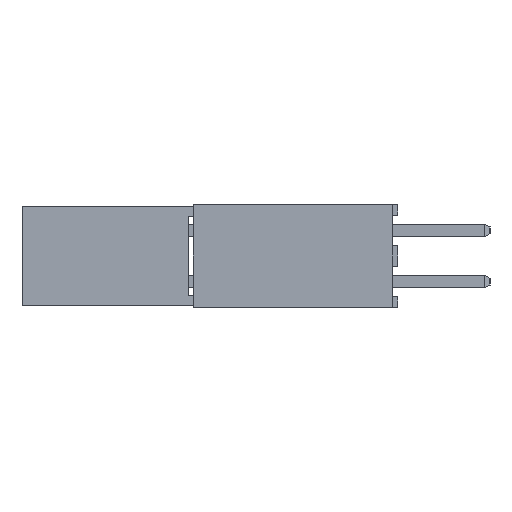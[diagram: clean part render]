
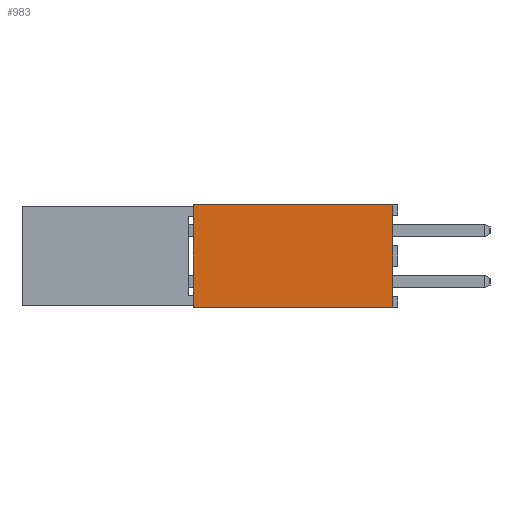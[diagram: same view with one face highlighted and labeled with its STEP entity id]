
A CAD part, left-side view. The second image highlights one B-rep face of the part: STEP entity #983.
In plain terms, the highlighted planar face has unit normal (-1, 0, 0).
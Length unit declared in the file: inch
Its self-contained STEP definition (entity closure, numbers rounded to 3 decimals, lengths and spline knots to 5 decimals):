
#983 = ADVANCED_FACE( '', ( #2980 ), #2981, .F. );
#2980 = FACE_OUTER_BOUND( '', #5313, .T. );
#2981 = PLANE( '', #5314 );
#5313 = EDGE_LOOP( '', ( #12786, #12787, #12788, #12789 ) );
#5314 = AXIS2_PLACEMENT_3D( '', #12790, #12791, #12792 );
#12786 = ORIENTED_EDGE( '', *, *, #17276, .T. );
#12787 = ORIENTED_EDGE( '', *, *, #17590, .F. );
#12788 = ORIENTED_EDGE( '', *, *, #17591, .F. );
#12789 = ORIENTED_EDGE( '', *, *, #17506, .T. );
#12790 = CARTESIAN_POINT( '', ( 0.005, 0.4, -0.1 ) );
#12791 = DIRECTION( '', ( 1., 0., 0. ) );
#12792 = DIRECTION( '', ( 0., 0., -1. ) );
#17276 = EDGE_CURVE( '', #21626, #21624, #21627, .T. );
#17506 = EDGE_CURVE( '', #22058, #21626, #22059, .T. );
#17590 = EDGE_CURVE( '', #22196, #21624, #22198, .T. );
#17591 = EDGE_CURVE( '', #22058, #22196, #22199, .T. );
#21624 = VERTEX_POINT( '', #28514 );
#21626 = VERTEX_POINT( '', #28517 );
#21627 = LINE( '', #28518, #28519 );
#22058 = VERTEX_POINT( '', #29179 );
#22059 = LINE( '', #29180, #29181 );
#22196 = VERTEX_POINT( '', #29400 );
#22198 = LINE( '', #29403, #29404 );
#22199 = LINE( '', #29405, #29406 );
#28514 = CARTESIAN_POINT( '', ( 0.005, 0.01, 0.1 ) );
#28517 = CARTESIAN_POINT( '', ( 0.005, 0.01, -0.1 ) );
#28518 = CARTESIAN_POINT( '', ( 0.005, 0.01, -0.1 ) );
#28519 = VECTOR( '', #32768, 39.37008 );
#29179 = CARTESIAN_POINT( '', ( 0.005, 0.4, -0.1 ) );
#29180 = CARTESIAN_POINT( '', ( 0.005, 0.4, -0.1 ) );
#29181 = VECTOR( '', #32998, 39.37008 );
#29400 = CARTESIAN_POINT( '', ( 0.005, 0.4, 0.1 ) );
#29403 = CARTESIAN_POINT( '', ( 0.005, 0.4, 0.1 ) );
#29404 = VECTOR( '', #33082, 39.37008 );
#29405 = CARTESIAN_POINT( '', ( 0.005, 0.4, -0.1 ) );
#29406 = VECTOR( '', #33083, 39.37008 );
#32768 = DIRECTION( '', ( 0., 0., 1. ) );
#32998 = DIRECTION( '', ( 0., -1., 0. ) );
#33082 = DIRECTION( '', ( 0., -1., 0. ) );
#33083 = DIRECTION( '', ( 0., 0., 1. ) );
